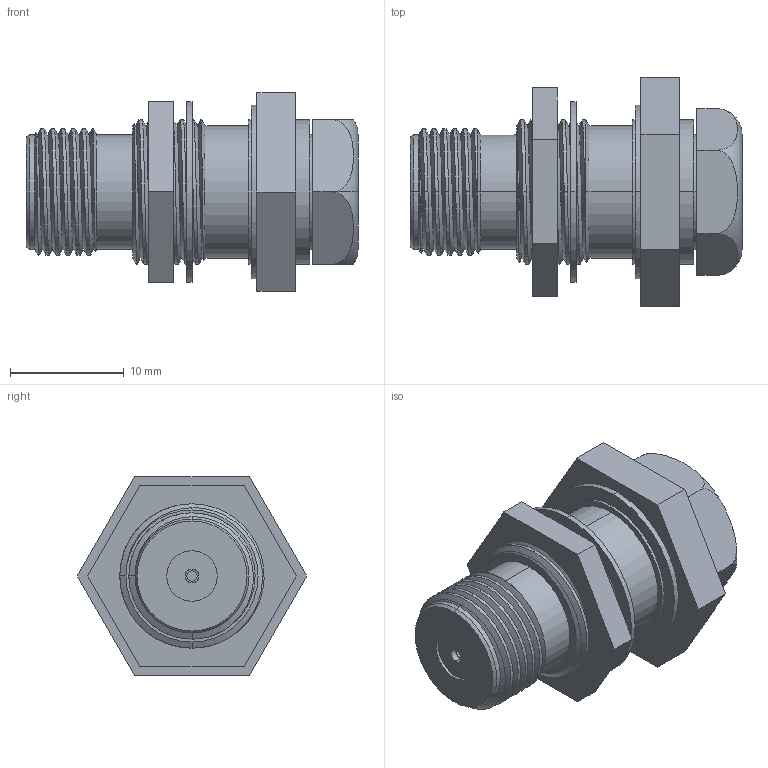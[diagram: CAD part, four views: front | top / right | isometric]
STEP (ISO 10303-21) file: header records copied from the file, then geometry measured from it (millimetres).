
FILE_DESCRIPTION (( 'STEP AP203' ), '1' );
FILE_NAME ('FMCN1876_3D.STEP', '2022-02-04T23:24:23', ( '' ), ( '' ), 'SwSTEP 2.0', 'SolidWorks 2021', '' );
FILE_SCHEMA (( 'CONFIG_CONTROL_DESIGN' ));
Length unit declared in the file: inch
Products named in the file (1): FMCN1876_3D
Bounding box: 29.21 x 20.18 x 17.48 mm (x, y, z)
Volume: 3888.5 mm3; surface area: 2625.7 mm2
Topology: 2 solids, 2 shells, 110 faces, 254 edges, 162 vertices
Faces by surface type: cylinder 52, plane 36, cone 14, bspline 6, torus 2
Entity records: 5330 total; most frequent: CARTESIAN_POINT 2882, ORIENTED_EDGE 508, DIRECTION 475, EDGE_CURVE 254, AXIS2_PLACEMENT_3D 183, VERTEX_POINT 162, EDGE_LOOP 126, FACE_OUTER_BOUND 110
